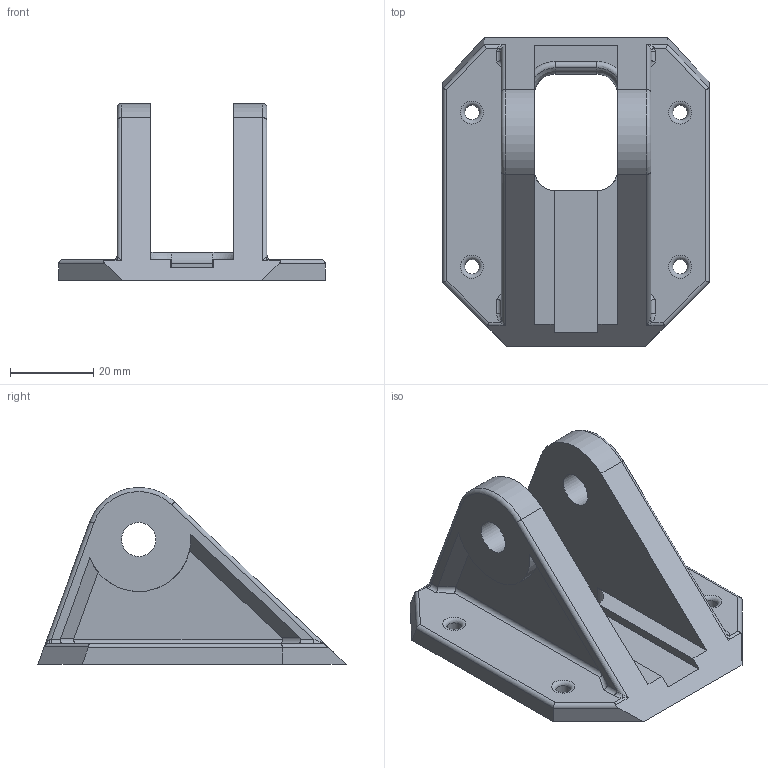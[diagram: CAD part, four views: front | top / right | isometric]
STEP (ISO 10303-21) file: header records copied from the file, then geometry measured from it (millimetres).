
FILE_DESCRIPTION(/* description */ (''),/* implementation_level */ '2;1');
FILE_NAME(/* name */ 'Back Bone Mount Main Body.step',/* time_stamp */ '2022-01-13T10:58:52-06:00',/* author */ (''),/* organization */ (''),/* preprocessor_version */ 'ST-DEVELOPER v18.1',/* originating_system */ 'Autodesk Translation Framework v10.10.0.1391',/* authorisation */ '');
FILE_SCHEMA (('AUTOMOTIVE_DESIGN { 1 0 10303 214 3 1 1 }'));
Length unit declared in the file: millimetre
Products named in the file (1): Main Body
Bounding box: 64 x 74.03 x 42.47 mm (x, y, z)
Volume: 36436.6 mm3; surface area: 16649.7 mm2
Topology: 1 solids, 1 shells, 90 faces, 243 edges, 150 vertices
Faces by surface type: cylinder 42, plane 30, torus 10, bspline 8
Full cylindrical faces by diameter (mm): 3.5 x4, 8.2 x2
Entity records: 3041 total; most frequent: CARTESIAN_POINT 674, DIRECTION 513, ORIENTED_EDGE 478, EDGE_CURVE 239, AXIS2_PLACEMENT_3D 195, VERTEX_POINT 150, LINE 123, VECTOR 123
